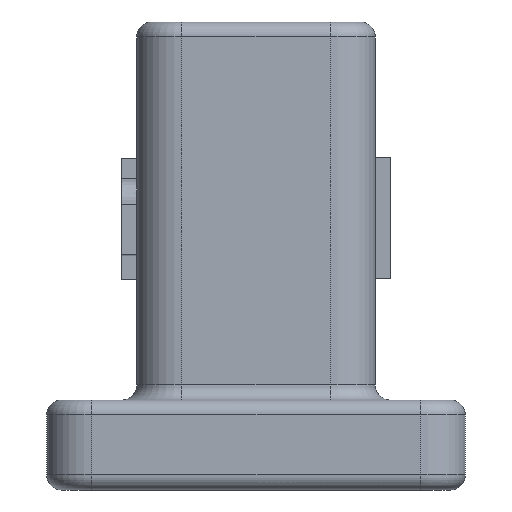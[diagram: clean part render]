
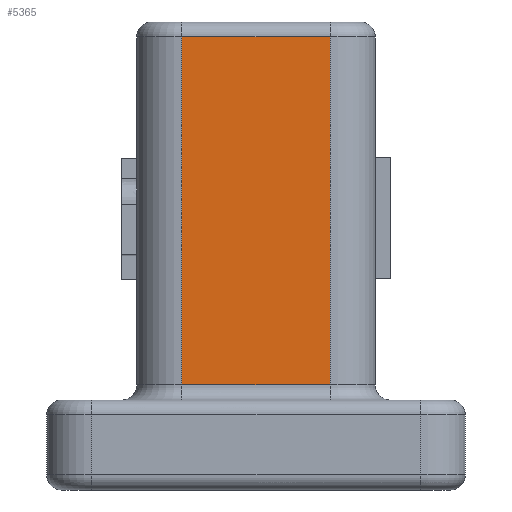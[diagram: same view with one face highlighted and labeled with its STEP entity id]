
A CAD part, left-side view. The second image highlights one B-rep face of the part: STEP entity #5365.
In plain terms, the highlighted planar face has unit normal (-1, 0, 0).
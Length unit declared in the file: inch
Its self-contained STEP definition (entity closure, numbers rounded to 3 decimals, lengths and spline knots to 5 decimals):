
#1345 = DIRECTION ( 'NONE',  ( 0., 0., -1. ) ) ;
#2088 = DIRECTION ( 'NONE',  ( 0., -1., 0. ) ) ;
#2090 = PLANE ( 'NONE',  #2127 ) ;
#2108 = CARTESIAN_POINT ( 'NONE',  ( -0.24, 0., -0.252 ) ) ;
#2124 = DIRECTION ( 'NONE',  ( -1., 0., 0. ) ) ;
#2127 = AXIS2_PLACEMENT_3D ( 'NONE', #2108, #2124, #2088 ) ;
#2136 = FACE_OUTER_BOUND ( 'NONE', #5696, .T. ) ;
#2446 = VECTOR ( 'NONE', #1345, 39.37008 ) ;
#2447 = CARTESIAN_POINT ( 'NONE',  ( -0.24, 0.129, -0.252 ) ) ;
#2448 = LINE ( 'NONE', #2447, #2446 ) ;
#2568 = CARTESIAN_POINT ( 'NONE',  ( -0.24, 0.03, -0.01 ) ) ;
#2652 = DIRECTION ( 'NONE',  ( 0., -1., 0. ) ) ;
#2653 = VECTOR ( 'NONE', #2652, 39.37008 ) ;
#2654 = CARTESIAN_POINT ( 'NONE',  ( -0.24, 0.03, -0.242 ) ) ;
#2655 = DIRECTION ( 'NONE',  ( 0., 1., 0. ) ) ;
#2689 = CARTESIAN_POINT ( 'NONE',  ( -0.24, 0.129, -0.01 ) ) ;
#2690 = LINE ( 'NONE', #2689, #2703 ) ;
#2703 = VECTOR ( 'NONE', #2655, 39.37008 ) ;
#2709 = CARTESIAN_POINT ( 'NONE',  ( -0.24, 0.129, -0.242 ) ) ;
#2713 = CARTESIAN_POINT ( 'NONE',  ( -0.24, 0.129, -0.01 ) ) ;
#2714 = LINE ( 'NONE', #2654, #2653 ) ;
#2793 = CARTESIAN_POINT ( 'NONE',  ( -0.24, 0.03, -0.242 ) ) ;
#2876 = DIRECTION ( 'NONE',  ( 0., 0., 1. ) ) ;
#2877 = VECTOR ( 'NONE', #2876, 39.37008 ) ;
#2884 = CARTESIAN_POINT ( 'NONE',  ( -0.24, 0.03, -0.252 ) ) ;
#2885 = LINE ( 'NONE', #2884, #2877 ) ;
#5365 = ADVANCED_FACE ( 'NONE', ( #2136 ), #2090, .T. ) ;
#5527 = VERTEX_POINT ( 'NONE', #2568 ) ;
#5571 = ORIENTED_EDGE ( 'NONE', *, *, #5665, .T. ) ;
#5573 = EDGE_CURVE ( 'NONE', #5654, #5678, #2448, .T. ) ;
#5635 = ORIENTED_EDGE ( 'NONE', *, *, #5719, .T. ) ;
#5652 = ORIENTED_EDGE ( 'NONE', *, *, #5653, .T. ) ;
#5653 = EDGE_CURVE ( 'NONE', #5527, #5654, #2690, .T. ) ;
#5654 = VERTEX_POINT ( 'NONE', #2713 ) ;
#5665 = EDGE_CURVE ( 'NONE', #5678, #5676, #2714, .T. ) ;
#5666 = ORIENTED_EDGE ( 'NONE', *, *, #5573, .T. ) ;
#5676 = VERTEX_POINT ( 'NONE', #2793 ) ;
#5678 = VERTEX_POINT ( 'NONE', #2709 ) ;
#5696 = EDGE_LOOP ( 'NONE', ( #5635, #5652, #5666, #5571 ) ) ;
#5719 = EDGE_CURVE ( 'NONE', #5676, #5527, #2885, .T. ) ;
